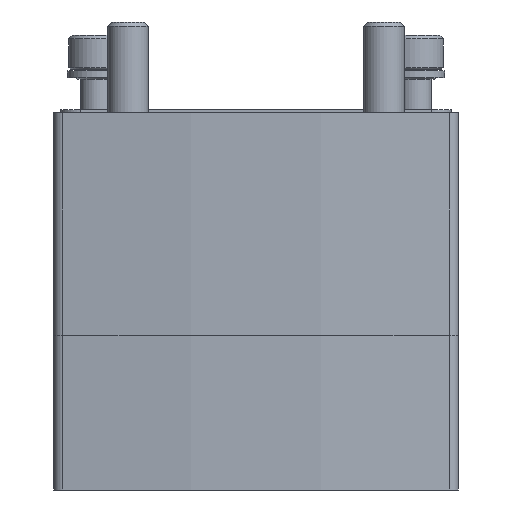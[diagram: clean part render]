
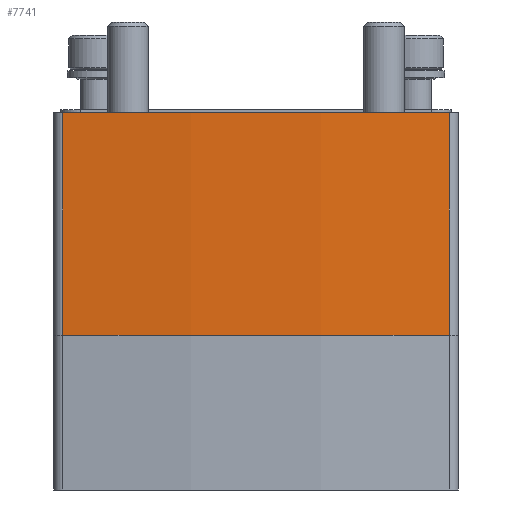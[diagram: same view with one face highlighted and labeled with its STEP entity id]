
A CAD part, front view. The second image highlights one B-rep face of the part: STEP entity #7741.
In plain terms, the highlighted cylindrical face has radius 210 mm (diameter 420 mm), a partial arc.
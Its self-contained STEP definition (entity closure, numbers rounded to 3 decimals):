
#654=LINE('',#12223,#1170);
#655=LINE('',#12225,#1171);
#1170=VECTOR('',#9654,1000.);
#1171=VECTOR('',#9657,1000.);
#1822=ORIENTED_EDGE('',*,*,#3946,.T.);
#1823=ORIENTED_EDGE('',*,*,#3958,.F.);
#1824=ORIENTED_EDGE('',*,*,#3885,.F.);
#1825=ORIENTED_EDGE('',*,*,#3957,.T.);
#3885=EDGE_CURVE('',#4966,#4967,#5720,.T.);
#3946=EDGE_CURVE('',#5021,#5020,#5751,.T.);
#3957=EDGE_CURVE('',#4966,#5021,#654,.T.);
#3958=EDGE_CURVE('',#4967,#5020,#655,.T.);
#4966=VERTEX_POINT('',#12079);
#4967=VERTEX_POINT('',#12081);
#5020=VERTEX_POINT('',#12200);
#5021=VERTEX_POINT('',#12202);
#5720=CIRCLE('',#8405,210.);
#5751=CIRCLE('',#8445,210.);
#6192=EDGE_LOOP('',(#1822,#1823,#1824,#1825));
#6886=FACE_BOUND('',#6192,.T.);
#7562=CYLINDRICAL_SURFACE('',#8456,210.);
#7741=ADVANCED_FACE('',(#6886),#7562,.T.);
#8405=AXIS2_PLACEMENT_3D('',#12080,#9519,#9520);
#8445=AXIS2_PLACEMENT_3D('',#12201,#9626,#9627);
#8456=AXIS2_PLACEMENT_3D('',#12224,#9655,#9656);
#9519=DIRECTION('',(0.,1.,0.));
#9520=DIRECTION('',(1.,0.,0.));
#9626=DIRECTION('',(0.,1.,0.));
#9627=DIRECTION('',(1.,0.,0.));
#9654=DIRECTION('',(0.,-1.,0.));
#9655=DIRECTION('',(0.,-1.,0.));
#9656=DIRECTION('',(0.,0.,-1.));
#9657=DIRECTION('',(0.,-1.,0.));
#12079=CARTESIAN_POINT('',(28.705,33.,-155.029));
#12080=CARTESIAN_POINT('',(0.,33.,53.));
#12081=CARTESIAN_POINT('',(-28.705,33.,-155.029));
#12200=CARTESIAN_POINT('',(-28.705,0.,-155.029));
#12201=CARTESIAN_POINT('',(0.,0.,53.));
#12202=CARTESIAN_POINT('',(28.705,0.,-155.029));
#12223=CARTESIAN_POINT('',(28.705,33.,-155.029));
#12224=CARTESIAN_POINT('',(0.,33.,53.));
#12225=CARTESIAN_POINT('',(-28.705,33.,-155.029));
